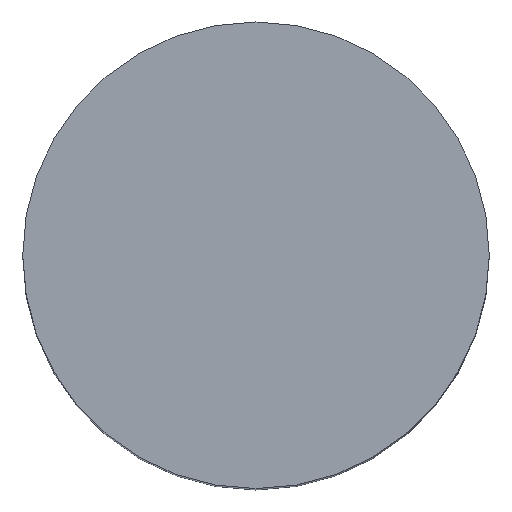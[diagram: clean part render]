
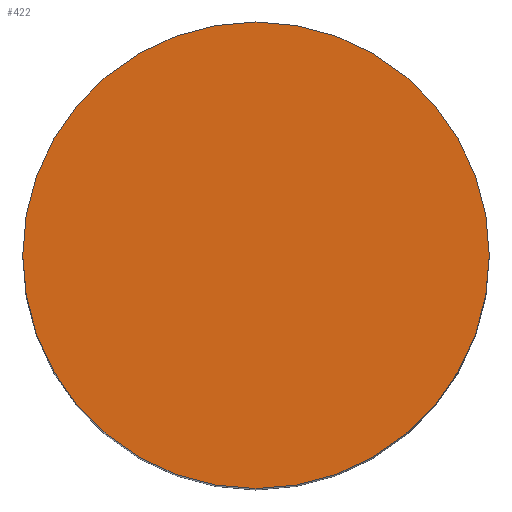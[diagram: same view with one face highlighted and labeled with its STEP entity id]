
A CAD part, top view. The second image highlights one B-rep face of the part: STEP entity #422.
In plain terms, the highlighted planar face has unit normal (0, 0, 1).
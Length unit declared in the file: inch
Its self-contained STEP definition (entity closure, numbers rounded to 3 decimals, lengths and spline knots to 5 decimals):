
#39 = EDGE_CURVE ( 'NONE', #55, #392, #154, .T. ) ;
#55 = VERTEX_POINT ( 'NONE', #146 ) ;
#129 = CARTESIAN_POINT ( 'NONE',  ( -0.095, 0., 0. ) ) ;
#146 = CARTESIAN_POINT ( 'NONE',  ( 0.095, 0., 0. ) ) ;
#149 = DIRECTION ( 'NONE',  ( 0., 0., -1. ) ) ;
#154 = CIRCLE ( 'NONE', #379, 0.095 ) ;
#160 = DIRECTION ( 'NONE',  ( 1., 0., 0. ) ) ;
#184 = PLANE ( 'NONE',  #283 ) ;
#186 = DIRECTION ( 'NONE',  ( 1., 0., 0. ) ) ;
#280 = DIRECTION ( 'NONE',  ( 0., 0., -1. ) ) ;
#283 = AXIS2_PLACEMENT_3D ( 'NONE', #332, #280, #620 ) ;
#331 = EDGE_CURVE ( 'NONE', #392, #55, #443, .T. ) ;
#332 = CARTESIAN_POINT ( 'NONE',  ( 0., 0.069, 0. ) ) ;
#342 = EDGE_LOOP ( 'NONE', ( #512, #588 ) ) ;
#379 = AXIS2_PLACEMENT_3D ( 'NONE', #433, #149, #186 ) ;
#392 = VERTEX_POINT ( 'NONE', #129 ) ;
#410 = CARTESIAN_POINT ( 'NONE',  ( 0., 0., 0. ) ) ;
#422 = ADVANCED_FACE ( 'NONE', ( #426 ), #184, .F. ) ;
#426 = FACE_OUTER_BOUND ( 'NONE', #342, .T. ) ;
#433 = CARTESIAN_POINT ( 'NONE',  ( 0., 0., 0. ) ) ;
#443 = CIRCLE ( 'NONE', #489, 0.095 ) ;
#489 = AXIS2_PLACEMENT_3D ( 'NONE', #410, #604, #160 ) ;
#512 = ORIENTED_EDGE ( 'NONE', *, *, #39, .F. ) ;
#588 = ORIENTED_EDGE ( 'NONE', *, *, #331, .F. ) ;
#604 = DIRECTION ( 'NONE',  ( 0., 0., -1. ) ) ;
#620 = DIRECTION ( 'NONE',  ( -1., 0., 0. ) ) ;
